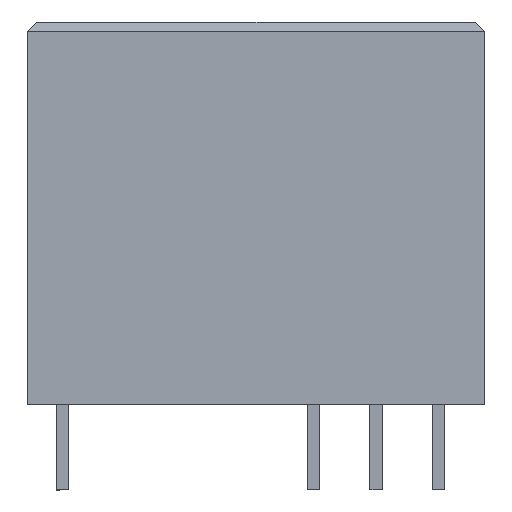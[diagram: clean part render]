
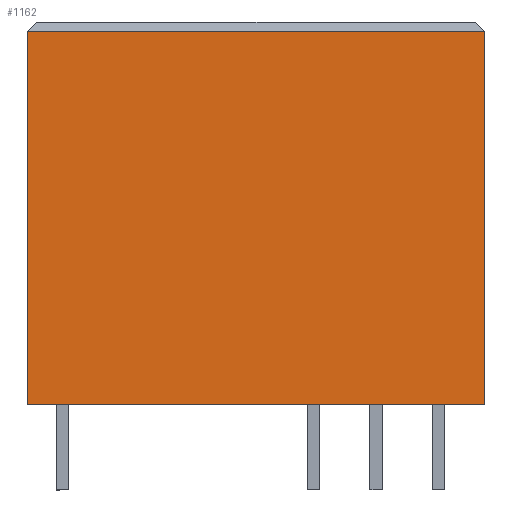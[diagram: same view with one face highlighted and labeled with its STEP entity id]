
A CAD part, top view. The second image highlights one B-rep face of the part: STEP entity #1162.
In plain terms, the highlighted planar face has unit normal (0, 0, 1).
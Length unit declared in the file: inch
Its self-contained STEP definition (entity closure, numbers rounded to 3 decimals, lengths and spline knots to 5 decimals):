
#61 = EDGE_CURVE ( 'NONE', #1063, #990, #1122, .T. ) ;
#129 = VECTOR ( 'NONE', #575, 39.37008 ) ;
#151 = CARTESIAN_POINT ( 'NONE',  ( 0., -0.61024, 0. ) ) ;
#175 = EDGE_CURVE ( 'NONE', #990, #1157, #879, .T. ) ;
#247 = ORIENTED_EDGE ( 'NONE', *, *, #1762, .T. ) ;
#273 = EDGE_LOOP ( 'NONE', ( #1856, #247, #1582, #507 ) ) ;
#324 = CARTESIAN_POINT ( 'NONE',  ( -0.72953, -0.61024, 0. ) ) ;
#325 = CARTESIAN_POINT ( 'NONE',  ( 0., -0.61024, 0. ) ) ;
#506 = CARTESIAN_POINT ( 'NONE',  ( 0., -0.61024, 0. ) ) ;
#507 = ORIENTED_EDGE ( 'NONE', *, *, #61, .F. ) ;
#526 = FACE_OUTER_BOUND ( 'NONE', #273, .T. ) ;
#565 = AXIS2_PLACEMENT_3D ( 'NONE', #506, #955, #653 ) ;
#575 = DIRECTION ( 'NONE',  ( 0., 1., 0. ) ) ;
#653 = DIRECTION ( 'NONE',  ( 1., 0., 0. ) ) ;
#757 = VECTOR ( 'NONE', #818, 39.37008 ) ;
#781 = VECTOR ( 'NONE', #1153, 39.37008 ) ;
#791 = CARTESIAN_POINT ( 'NONE',  ( -0.72953, -0.015, 0. ) ) ;
#818 = DIRECTION ( 'NONE',  ( -1., 0., 0. ) ) ;
#879 = LINE ( 'NONE', #324, #1365 ) ;
#894 = CARTESIAN_POINT ( 'NONE',  ( 0., -0.015, 0. ) ) ;
#955 = DIRECTION ( 'NONE',  ( 0., 0., -1. ) ) ;
#990 = VERTEX_POINT ( 'NONE', #1292 ) ;
#993 = CARTESIAN_POINT ( 'NONE',  ( 0., -0.61024, 0. ) ) ;
#1063 = VERTEX_POINT ( 'NONE', #325 ) ;
#1088 = PLANE ( 'NONE',  #565 ) ;
#1122 = LINE ( 'NONE', #151, #781 ) ;
#1153 = DIRECTION ( 'NONE',  ( -1., 0., 0. ) ) ;
#1157 = VERTEX_POINT ( 'NONE', #791 ) ;
#1162 = ADVANCED_FACE ( 'NONE', ( #526 ), #1088, .F. ) ;
#1256 = LINE ( 'NONE', #1588, #757 ) ;
#1292 = CARTESIAN_POINT ( 'NONE',  ( -0.72953, -0.61024, 0. ) ) ;
#1365 = VECTOR ( 'NONE', #1780, 39.37008 ) ;
#1582 = ORIENTED_EDGE ( 'NONE', *, *, #175, .F. ) ;
#1588 = CARTESIAN_POINT ( 'NONE',  ( -0.72953, -0.015, 0. ) ) ;
#1602 = LINE ( 'NONE', #993, #129 ) ;
#1762 = EDGE_CURVE ( 'NONE', #1874, #1157, #1256, .T. ) ;
#1780 = DIRECTION ( 'NONE',  ( 0., 1., 0. ) ) ;
#1791 = EDGE_CURVE ( 'NONE', #1063, #1874, #1602, .T. ) ;
#1856 = ORIENTED_EDGE ( 'NONE', *, *, #1791, .T. ) ;
#1874 = VERTEX_POINT ( 'NONE', #894 ) ;
